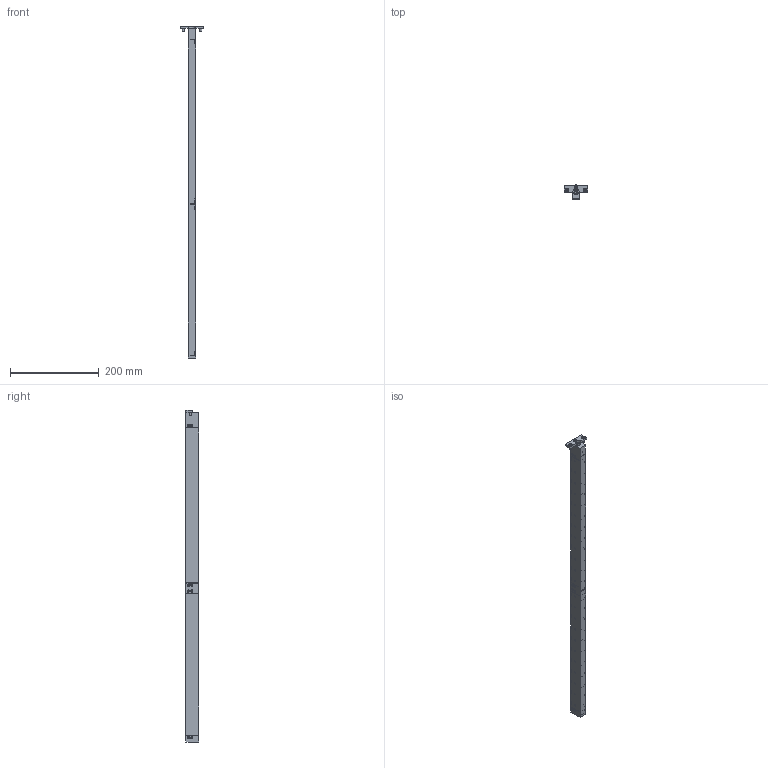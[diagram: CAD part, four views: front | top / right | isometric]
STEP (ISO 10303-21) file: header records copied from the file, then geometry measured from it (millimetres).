
FILE_DESCRIPTION(/* description */ ('DIE LIFTER'),/* implementation_level */ '2;1');
FILE_NAME(/* name */ 'EHB18-23.stp',/* time_stamp */ '2019-11-20T14:22:45+08:00',/* author */ ('yue.yang'),/* organization */ (''),/* preprocessor_version */ 'ST-DEVELOPER v17',/* originating_system */ 'Autodesk Inventor 2019',/* authorisation */ '');
FILE_SCHEMA (('AUTOMOTIVE_DESIGN { 1 0 10303 214 3 1 1 }'));
Length unit declared in the file: millimetre
Products named in the file (2): EHB18-23; EHB18-23_Substitute_1
Assembly tree (1 placements, depth 2):
  EHB18-23
    EHB18-23_Substitute_1
Bounding box: 52 x 31.46 x 748 mm (x, y, z)
Volume: 309723.4 mm3; surface area: 153775.6 mm2
Topology: 47 solids, 47 shells, 887 faces, 2749 edges, 1924 vertices
Faces by surface type: plane 338, cylinder 269, cone 138, torus 119, sphere 23
Full cylindrical faces by diameter (mm): 3 x3, 4 x2, 4.3 x2, 5 x41, 5.5 x2, 6.647 x4, 7.5 x1, 8 x3, 8.566 x1, 10 x5, 10.2 x23, 10.5 x1, 12.05 x23, 13.5 x23, 13.55 x23, 15.55 x23, 15.7 x23
Entity records: 36004 total; most frequent: CARTESIAN_POINT 9264, DIRECTION 5735, ORIENTED_EDGE 5348, EDGE_CURVE 2674, AXIS2_PLACEMENT_3D 2478, VERTEX_POINT 1924, CIRCLE 1588, EDGE_LOOP 1120
